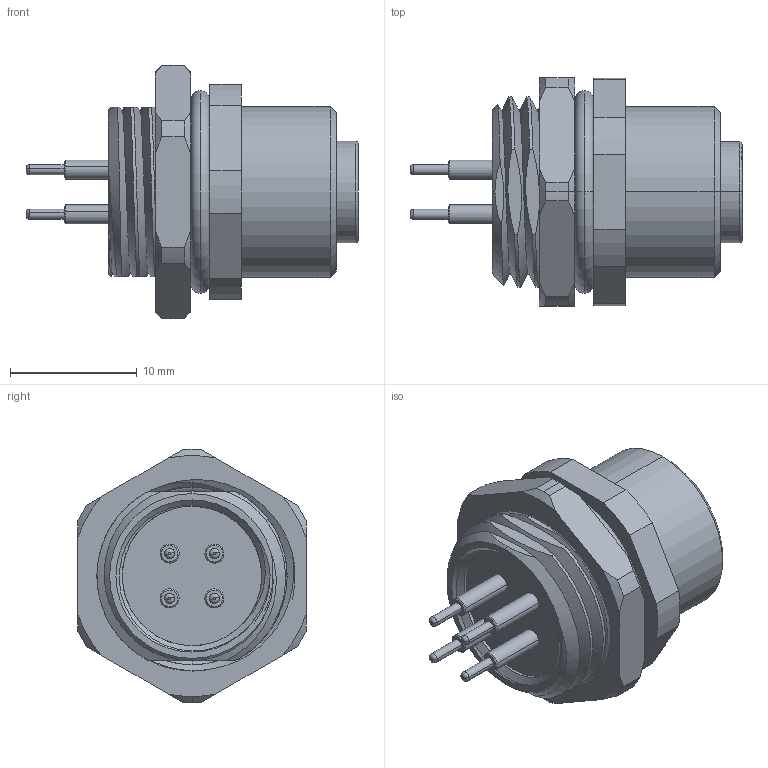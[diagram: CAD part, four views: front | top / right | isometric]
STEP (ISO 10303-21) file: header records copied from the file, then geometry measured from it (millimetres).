
FILE_DESCRIPTION (( 'STEP AP203' ), '1' );
FILE_NAME ('54-00202.STEP', '2020-10-15T17:08:58', ( '' ), ( '' ), 'SwSTEP 2.0', 'SolidWorks 2015', '' );
FILE_SCHEMA (( 'CONFIG_CONTROL_DESIGN' ));
Length unit declared in the file: millimetre
Products named in the file (7): 54-00202-06___; 54-00202-02___; 54-00202-05___; 54-00202-03___; 54-00202; 54-00202-01___; 54-00202-04___
Assembly tree (9 placements, depth 2):
  54-00202
    54-00202-01___
    54-00202-02___
    54-00202-03___  x4
    54-00202-06___
    54-00202-05___
    54-00202-04___
Bounding box: 26.2 x 18 x 20 mm (x, y, z)
Volume: 2728.1 mm3; surface area: 5450.3 mm2
Topology: 9 solids, 9 shells, 347 faces, 887 edges, 567 vertices
Faces by surface type: cylinder 154, plane 100, cone 49, torus 35, bspline 9
Entity records: 12258 total; most frequent: CARTESIAN_POINT 5486, ORIENTED_EDGE 1326, DIRECTION 1209, EDGE_CURVE 663, AXIS2_PLACEMENT_3D 484, VERTEX_POINT 432, EDGE_LOOP 277, ADVANCED_FACE 251
